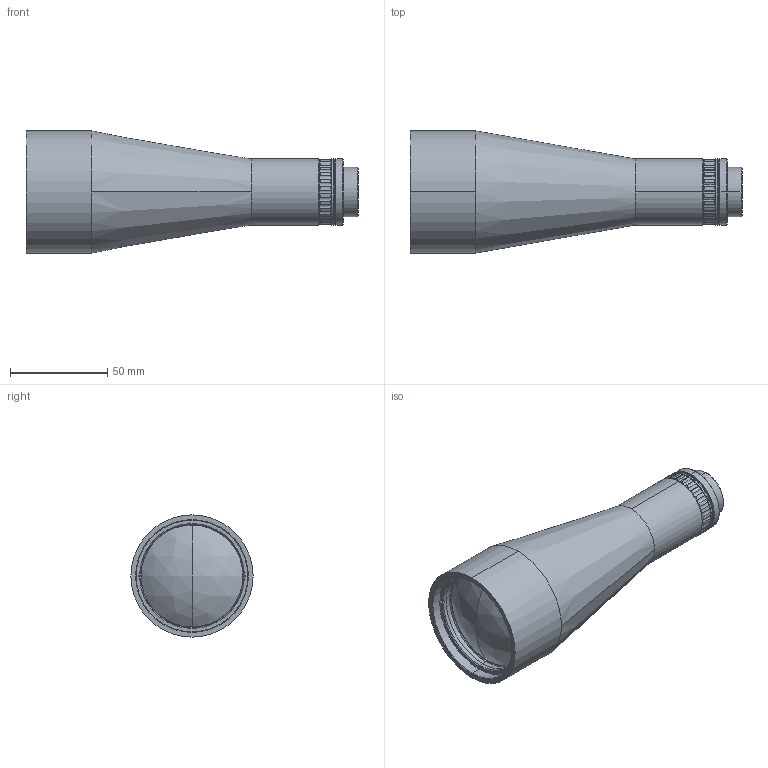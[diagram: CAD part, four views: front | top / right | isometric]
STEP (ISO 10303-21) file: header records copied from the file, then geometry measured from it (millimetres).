
FILE_DESCRIPTION (( 'STEP AP214' ), '1' );
FILE_NAME ('TTL06-45-70C.STEP', '2023-05-12T02:18:35', ( '' ), ( '' ), 'SwSTEP 2.0', 'SolidWorks 2022', '' );
FILE_SCHEMA (( 'AUTOMOTIVE_DESIGN' ));
Length unit declared in the file: millimetre
Products named in the file (1): TTL06-45-70C
Bounding box: 171 x 63 x 63 mm (x, y, z)
Volume: 154463.4 mm3; surface area: 70463.5 mm2
Topology: 24 solids, 24 shells, 431 faces, 992 edges, 629 vertices
Faces by surface type: cylinder 201, cone 96, plane 93, bspline 37, torus 4
Entity records: 18692 total; most frequent: CARTESIAN_POINT 3775, DIRECTION 2189, ORIENTED_EDGE 1984, EDGE_CURVE 992, AXIS2_PLACEMENT_3D 919, VERTEX_POINT 629, CIRCLE 524, EDGE_LOOP 491
